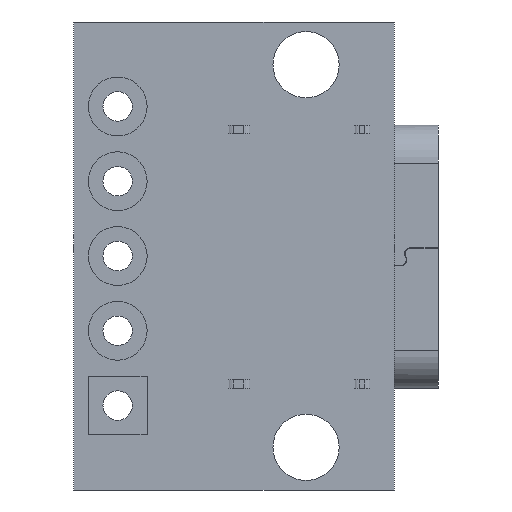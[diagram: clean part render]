
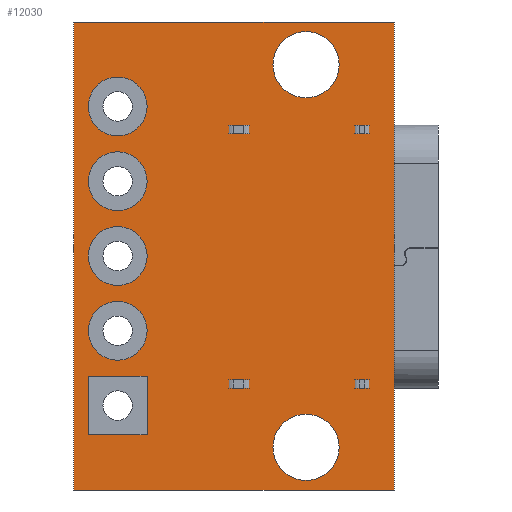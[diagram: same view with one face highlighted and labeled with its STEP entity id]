
A CAD part, front view. The second image highlights one B-rep face of the part: STEP entity #12030.
In plain terms, the highlighted planar face has unit normal (0, -1, 0).
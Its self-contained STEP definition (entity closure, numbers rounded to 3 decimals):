
#309=CIRCLE('',#12723,1.125);
#310=CIRCLE('',#12725,1.125);
#313=CIRCLE('',#12730,1.);
#319=CIRCLE('',#12740,1.);
#325=CIRCLE('',#12750,1.);
#333=CIRCLE('',#12772,1.);
#738=FACE_BOUND('',#2050,.T.);
#739=FACE_BOUND('',#2051,.T.);
#740=FACE_BOUND('',#2052,.T.);
#741=FACE_BOUND('',#2053,.T.);
#742=FACE_BOUND('',#2054,.T.);
#743=FACE_BOUND('',#2055,.T.);
#744=FACE_BOUND('',#2056,.T.);
#834=PLANE('',#12783);
#1314=FACE_OUTER_BOUND('',#2049,.T.);
#2049=EDGE_LOOP('',(#8856,#8857,#8858,#8859));
#2050=EDGE_LOOP('',(#8860));
#2051=EDGE_LOOP('',(#8861));
#2052=EDGE_LOOP('',(#8862));
#2053=EDGE_LOOP('',(#8863));
#2054=EDGE_LOOP('',(#8864));
#2055=EDGE_LOOP('',(#8865,#8866,#8867,#8868));
#2056=EDGE_LOOP('',(#8869));
#2858=LINE('',#18595,#4106);
#2864=LINE('',#18606,#4112);
#2869=LINE('',#18618,#4117);
#2871=LINE('',#18621,#4119);
#2879=LINE('',#18656,#4127);
#2880=LINE('',#18658,#4128);
#2881=LINE('',#18660,#4129);
#2882=LINE('',#18661,#4130);
#4106=VECTOR('',#14162,10.);
#4112=VECTOR('',#14172,10.);
#4117=VECTOR('',#14183,10.);
#4119=VECTOR('',#14187,10.);
#4127=VECTOR('',#14231,10.);
#4128=VECTOR('',#14232,10.);
#4129=VECTOR('',#14233,10.);
#4130=VECTOR('',#14234,10.);
#5460=VERTEX_POINT('',#18510);
#5461=VERTEX_POINT('',#18514);
#5464=VERTEX_POINT('',#18524);
#5470=VERTEX_POINT('',#18542);
#5476=VERTEX_POINT('',#18560);
#5488=VERTEX_POINT('',#18593);
#5489=VERTEX_POINT('',#18594);
#5492=VERTEX_POINT('',#18605);
#5496=VERTEX_POINT('',#18617);
#5500=VERTEX_POINT('',#18632);
#5504=VERTEX_POINT('',#18654);
#5505=VERTEX_POINT('',#18655);
#5506=VERTEX_POINT('',#18657);
#5507=VERTEX_POINT('',#18659);
#6663=EDGE_CURVE('',#5460,#5460,#309,.T.);
#6665=EDGE_CURVE('',#5461,#5461,#310,.T.);
#6669=EDGE_CURVE('',#5464,#5464,#313,.T.);
#6677=EDGE_CURVE('',#5470,#5470,#319,.T.);
#6685=EDGE_CURVE('',#5476,#5476,#325,.T.);
#6700=EDGE_CURVE('',#5488,#5489,#2858,.T.);
#6706=EDGE_CURVE('',#5492,#5488,#2864,.T.);
#6712=EDGE_CURVE('',#5496,#5492,#2869,.T.);
#6714=EDGE_CURVE('',#5489,#5496,#2871,.T.);
#6719=EDGE_CURVE('',#5500,#5500,#333,.T.);
#6729=EDGE_CURVE('',#5504,#5505,#2879,.T.);
#6730=EDGE_CURVE('',#5505,#5506,#2880,.T.);
#6731=EDGE_CURVE('',#5506,#5507,#2881,.T.);
#6732=EDGE_CURVE('',#5507,#5504,#2882,.T.);
#8856=ORIENTED_EDGE('',*,*,#6729,.T.);
#8857=ORIENTED_EDGE('',*,*,#6730,.T.);
#8858=ORIENTED_EDGE('',*,*,#6731,.T.);
#8859=ORIENTED_EDGE('',*,*,#6732,.T.);
#8860=ORIENTED_EDGE('',*,*,#6663,.T.);
#8861=ORIENTED_EDGE('',*,*,#6665,.T.);
#8862=ORIENTED_EDGE('',*,*,#6669,.T.);
#8863=ORIENTED_EDGE('',*,*,#6677,.T.);
#8864=ORIENTED_EDGE('',*,*,#6685,.T.);
#8865=ORIENTED_EDGE('',*,*,#6706,.T.);
#8866=ORIENTED_EDGE('',*,*,#6700,.T.);
#8867=ORIENTED_EDGE('',*,*,#6714,.T.);
#8868=ORIENTED_EDGE('',*,*,#6712,.T.);
#8869=ORIENTED_EDGE('',*,*,#6719,.T.);
#12030=ADVANCED_FACE('',(#1314,#738,#739,#740,#741,#742,#743,#744),#834,
 .T.);
#12723=AXIS2_PLACEMENT_3D('',#18512,#14071,#14072);
#12725=AXIS2_PLACEMENT_3D('',#18516,#14076,#14077);
#12730=AXIS2_PLACEMENT_3D('',#18525,#14087,#14088);
#12740=AXIS2_PLACEMENT_3D('',#18543,#14109,#14110);
#12750=AXIS2_PLACEMENT_3D('',#18561,#14131,#14132);
#12772=AXIS2_PLACEMENT_3D('',#18633,#14201,#14202);
#12783=AXIS2_PLACEMENT_3D('',#18653,#14229,#14230);
#14071=DIRECTION('center_axis',(0.,1.,0.));
#14072=DIRECTION('ref_axis',(1.,0.,0.));
#14076=DIRECTION('center_axis',(0.,1.,0.));
#14077=DIRECTION('ref_axis',(1.,0.,0.));
#14087=DIRECTION('center_axis',(0.,1.,0.));
#14088=DIRECTION('ref_axis',(1.,0.,0.));
#14109=DIRECTION('center_axis',(0.,1.,0.));
#14110=DIRECTION('ref_axis',(1.,0.,0.));
#14131=DIRECTION('center_axis',(0.,1.,0.));
#14132=DIRECTION('ref_axis',(1.,0.,0.));
#14162=DIRECTION('',(-1.,0.,0.));
#14172=DIRECTION('',(0.,0.,-1.));
#14183=DIRECTION('',(1.,0.,0.));
#14187=DIRECTION('',(0.,0.,1.));
#14201=DIRECTION('center_axis',(0.,1.,0.));
#14202=DIRECTION('ref_axis',(1.,0.,0.));
#14229=DIRECTION('center_axis',(0.,-1.,0.));
#14230=DIRECTION('ref_axis',(0.,0.,-1.));
#14231=DIRECTION('',(1.,0.,0.));
#14232=DIRECTION('',(0.,0.,1.));
#14233=DIRECTION('',(-1.,0.,0.));
#14234=DIRECTION('',(0.,0.,-1.));
#18510=CARTESIAN_POINT('',(1.325,-0.5,-6.5));
#18512=CARTESIAN_POINT('Origin',(2.45,-0.5,-6.5));
#18514=CARTESIAN_POINT('',(1.325,-0.5,6.5));
#18516=CARTESIAN_POINT('Origin',(2.45,-0.5,6.5));
#18524=CARTESIAN_POINT('',(-4.95,-0.5,0.));
#18525=CARTESIAN_POINT('Origin',(-3.95,-0.5,0.));
#18542=CARTESIAN_POINT('',(-4.95,-0.5,-2.54));
#18543=CARTESIAN_POINT('Origin',(-3.95,-0.5,-2.54));
#18560=CARTESIAN_POINT('',(-4.95,-0.5,2.54));
#18561=CARTESIAN_POINT('Origin',(-3.95,-0.5,2.54));
#18593=CARTESIAN_POINT('',(-2.95,-0.5,-6.08));
#18594=CARTESIAN_POINT('',(-4.95,-0.5,-6.08));
#18595=CARTESIAN_POINT('',(-1.475,-0.5,-6.08));
#18605=CARTESIAN_POINT('',(-2.95,-0.5,-4.08));
#18606=CARTESIAN_POINT('',(-2.95,-0.5,-2.04));
#18617=CARTESIAN_POINT('',(-4.95,-0.5,-4.08));
#18618=CARTESIAN_POINT('',(-2.475,-0.5,-4.08));
#18621=CARTESIAN_POINT('',(-4.95,-0.5,-3.04));
#18632=CARTESIAN_POINT('',(-4.95,-0.5,5.08));
#18633=CARTESIAN_POINT('Origin',(-3.95,-0.5,5.08));
#18653=CARTESIAN_POINT('Origin',(0.,-0.5,0.));
#18654=CARTESIAN_POINT('',(-5.45,-0.5,-7.95));
#18655=CARTESIAN_POINT('',(5.45,-0.5,-7.95));
#18656=CARTESIAN_POINT('',(5.45,-0.5,-7.95));
#18657=CARTESIAN_POINT('',(5.45,-0.5,7.95));
#18658=CARTESIAN_POINT('',(5.45,-0.5,7.95));
#18659=CARTESIAN_POINT('',(-5.45,-0.5,7.95));
#18660=CARTESIAN_POINT('',(-5.45,-0.5,7.95));
#18661=CARTESIAN_POINT('',(-5.45,-0.5,-7.95));
